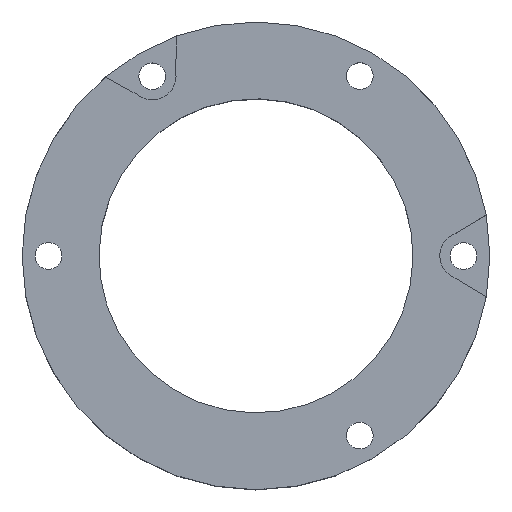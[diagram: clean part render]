
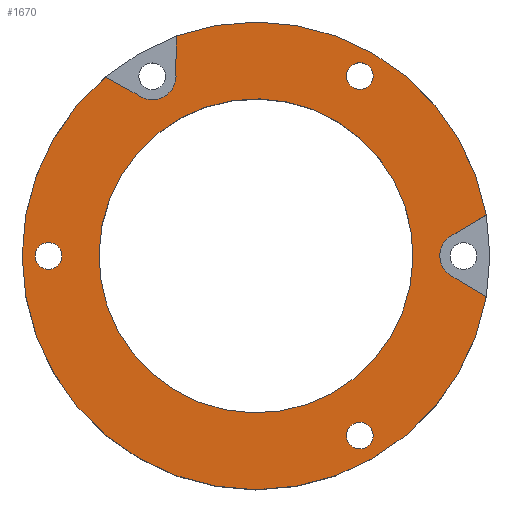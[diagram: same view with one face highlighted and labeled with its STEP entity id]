
A CAD part, top view. The second image highlights one B-rep face of the part: STEP entity #1670.
In plain terms, the highlighted planar face has unit normal (0, 0, 1).
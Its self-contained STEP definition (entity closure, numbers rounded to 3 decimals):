
#100=CARTESIAN_POINT('',(-24.035,54.978,92.));
#110=VERTEX_POINT('',#100);
#280=CARTESIAN_POINT('',(-23.799,65.83,92.));
#290=VERTEX_POINT('',#280);
#320=CARTESIAN_POINT('',(-23.799,65.83,92.));
#330=DIRECTION('',(-0.022,-1.,0.));
#340=VECTOR('',#330,1.);
#350=LINE('',#320,#340);
#360=EDGE_CURVE('',#290,#110,#350,.T.);
#410=CARTESIAN_POINT('',(47.,0.,92.));
#420=DIRECTION('',(0.,0.,1.));
#430=DIRECTION('',(1.,0.,0.));
#440=AXIS2_PLACEMENT_3D('',#410,#420,#430);
#450=PLANE('',#440);
#460=CARTESIAN_POINT('',(-35.595,48.304,92.));
#470=DIRECTION('',(-0.877,0.481,0.));
#480=VECTOR('',#470,1.);
#490=LINE('',#460,#480);
#500=CARTESIAN_POINT('',(-35.595,48.304,92.));
#510=VERTEX_POINT('',#500);
#520=CARTESIAN_POINT('',(-45.111,53.525,92.));
#530=VERTEX_POINT('',#520);
#540=EDGE_CURVE('',#510,#530,#490,.T.);
#550=ORIENTED_EDGE('',*,*,#540,.T.);
#560=CARTESIAN_POINT('',(-31.063,53.802,92.));
#570=DIRECTION('',(0.,0.,-1.));
#580=DIRECTION('',(0.986,0.165,0.));
#590=AXIS2_PLACEMENT_3D('',#560,#570,#580);
#600=CIRCLE('',#590,7.125);
#610=EDGE_CURVE('',#110,#510,#600,.T.);
#620=ORIENTED_EDGE('',*,*,#610,.T.);
#630=ORIENTED_EDGE('',*,*,#360,.T.);
#640=CARTESIAN_POINT('',(0.,0.,92.));
#650=DIRECTION('',(0.,0.,1.));
#660=DIRECTION('',(0.984,0.176,
0.));
#670=AXIS2_PLACEMENT_3D('',#640,#650,#660);
#680=CIRCLE('',#670,70.);
#690=CARTESIAN_POINT('',(68.91,12.305,92.));
#700=VERTEX_POINT('',#690);
#710=EDGE_CURVE('',#700,#290,#680,.T.);
#720=ORIENTED_EDGE('',*,*,#710,.T.);
#730=CARTESIAN_POINT('',(59.63,6.674,92.));
#740=DIRECTION('',(0.855,0.519,0.));
#750=VECTOR('',#740,1.);
#760=LINE('',#730,#750);
#770=CARTESIAN_POINT('',(59.63,6.674,92.));
#780=VERTEX_POINT('',#770);
#790=EDGE_CURVE('',#780,#700,#760,.T.);
#800=ORIENTED_EDGE('',*,*,#790,.T.);
#810=CARTESIAN_POINT('',(62.125,0.,92.));
#820=DIRECTION('',(-0.,0.,-1.));
#830=DIRECTION('',(-0.35,-0.937,0.));
#840=AXIS2_PLACEMENT_3D('',#810,#820,#830);
#850=CIRCLE('',#840,7.125);
#860=CARTESIAN_POINT('',(59.63,-6.674,92.));
#870=VERTEX_POINT('',#860);
#880=EDGE_CURVE('',#870,#780,#850,.T.);
#890=ORIENTED_EDGE('',*,*,#880,.T.);
#900=CARTESIAN_POINT('',(68.91,-12.305,92.));
#910=DIRECTION('',(-0.855,0.519,0.));
#920=VECTOR('',#910,1.);
#930=LINE('',#900,#920);
#940=CARTESIAN_POINT('',(68.91,-12.305,92.));
#950=VERTEX_POINT('',#940);
#960=EDGE_CURVE('',#950,#870,#930,.T.);
#970=ORIENTED_EDGE('',*,*,#960,.T.);
#980=CARTESIAN_POINT('',(0.,0.,92.));
#990=DIRECTION('',(0.,0.,1.));
#1000=DIRECTION('',(-0.644,0.765,
0.));
#1010=AXIS2_PLACEMENT_3D('',#980,#990,#1000);
#1020=CIRCLE('',#1010,70.);
#1030=EDGE_CURVE('',#530,#950,#1020,.T.);
#1040=ORIENTED_EDGE('',*,*,#1030,.T.);
#1050=EDGE_LOOP('',(#1040,#970,#890,#800,#720,#630,#620,#550));
#1060=FACE_OUTER_BOUND('',#1050,.T.);
#1070=CARTESIAN_POINT('',(0.,0.,92.))
;
#1080=DIRECTION('',(0.,0.,-1.));
#1090=DIRECTION('',(-0.878,-0.479,0.));
#1100=AXIS2_PLACEMENT_3D('',#1070,#1080,#1090);
#1110=CIRCLE('',#1100,47.);
#1120=CARTESIAN_POINT('',(-41.246,-22.533,92.));
#1130=VERTEX_POINT('',#1120);
#1140=CARTESIAN_POINT('',(41.246,22.533,92.));
#1150=VERTEX_POINT('',#1140);
#1160=EDGE_CURVE('',#1130,#1150,#1110,.T.);
#1170=ORIENTED_EDGE('',*,*,#1160,.T.);
#1180=EDGE_CURVE('',#1150,#1130,#1110,.T.);
#1190=ORIENTED_EDGE('',*,*,#1180,.T.);
#1200=EDGE_LOOP('',(#1190,#1170));
#1210=FACE_BOUND('',#1200,.T.);
#1220=CARTESIAN_POINT('',(31.063,53.802,92.));
#1230=DIRECTION('',(0.,0.,-1.));
#1240=DIRECTION('',(-0.866,0.5,
0.));
#1250=AXIS2_PLACEMENT_3D('',#1220,#1230,#1240);
#1260=CIRCLE('',#1250,4.);
#1270=CARTESIAN_POINT('',(27.598,55.802,92.));
#1280=VERTEX_POINT('',#1270);
#1290=CARTESIAN_POINT('',(34.527,51.802,92.));
#1300=VERTEX_POINT('',#1290);
#1310=EDGE_CURVE('',#1280,#1300,#1260,.T.);
#1320=ORIENTED_EDGE('',*,*,#1310,.T.);
#1330=EDGE_CURVE('',#1300,#1280,#1260,.T.);
#1340=ORIENTED_EDGE('',*,*,#1330,.T.);
#1350=EDGE_LOOP('',(#1340,#1320));
#1360=FACE_BOUND('',#1350,.T.);
#1370=CARTESIAN_POINT('',(31.063,-53.802,92.));
#1380=DIRECTION('',(0.,0.,-1.));
#1390=DIRECTION('',(0.866,0.5,0.));
#1400=AXIS2_PLACEMENT_3D('',#1370,#1380,#1390);
#1410=CIRCLE('',#1400,4.);
#1420=CARTESIAN_POINT('',(27.598,-55.802,92.));
#1430=VERTEX_POINT('',#1420);
#1440=CARTESIAN_POINT('',(34.527,-51.802,92.));
#1450=VERTEX_POINT('',#1440);
#1460=EDGE_CURVE('',#1430,#1450,#1410,.T.);
#1470=ORIENTED_EDGE('',*,*,#1460,.T.);
#1480=EDGE_CURVE('',#1450,#1430,#1410,.T.);
#1490=ORIENTED_EDGE('',*,*,#1480,.T.);
#1500=EDGE_LOOP('',(#1490,#1470));
#1510=FACE_BOUND('',#1500,.T.);
#1520=CARTESIAN_POINT('',(-62.125,0.,92.));
#1530=DIRECTION('',(0.,0.,-1.));
#1540=DIRECTION('',(0.,-1.,0.));
#1550=AXIS2_PLACEMENT_3D('',#1520,#1530,#1540);
#1560=CIRCLE('',#1550,4.);
#1570=CARTESIAN_POINT('',(-62.125,4.,92.));
#1580=VERTEX_POINT('',#1570);
#1590=CARTESIAN_POINT('',(-62.125,-4.,92.));
#1600=VERTEX_POINT('',#1590);
#1610=EDGE_CURVE('',#1580,#1600,#1560,.T.);
#1620=ORIENTED_EDGE('',*,*,#1610,.T.);
#1630=EDGE_CURVE('',#1600,#1580,#1560,.T.);
#1640=ORIENTED_EDGE('',*,*,#1630,.T.);
#1650=EDGE_LOOP('',(#1640,#1620));
#1660=FACE_BOUND('',#1650,.T.);
#1670=ADVANCED_FACE('',(#1060,#1210,#1360,#1510,#1660),#450,.T.);
